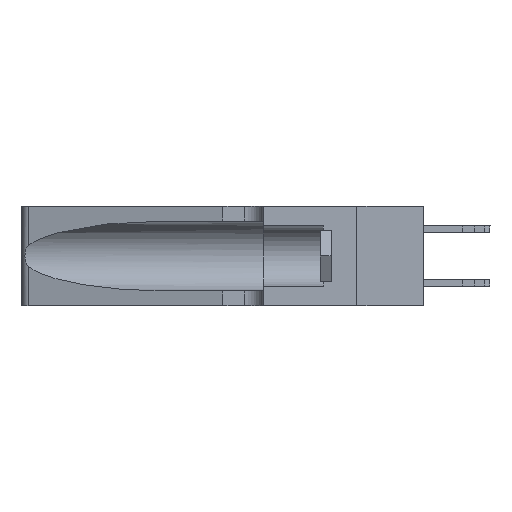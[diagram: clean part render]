
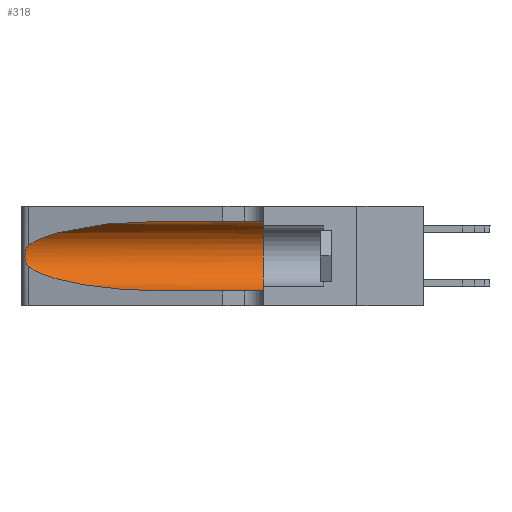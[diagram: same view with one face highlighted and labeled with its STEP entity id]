
A CAD part, left-side view. The second image highlights one B-rep face of the part: STEP entity #318.
In plain terms, the highlighted cylindrical face has radius 3.308 mm (diameter 6.617 mm), a partial arc.
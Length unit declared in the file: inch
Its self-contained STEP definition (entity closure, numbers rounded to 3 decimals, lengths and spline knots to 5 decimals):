
#179 = CARTESIAN_POINT ( 'NONE',  ( 0.18966, 0.96281, 0.31525 ) ) ;
#251 = CYLINDRICAL_SURFACE ( 'NONE', #34818, 0.13025 ) ;
#318 = ADVANCED_FACE ( 'NONE', ( #38279 ), #251, .F. ) ;
#622 = CARTESIAN_POINT ( 'NONE',  ( 0.25555, 1.22994, 0.2215 ) ) ;
#741 = CARTESIAN_POINT ( 'NONE',  ( 0.1305, 0.72297, 0.05475 ) ) ;
#975 = VERTEX_POINT ( 'NONE', #6551 ) ;
#2287 = CARTESIAN_POINT ( 'NONE',  ( 0.1305, 0.72297, 0.31525 ) ) ;
#2400 = AXIS2_PLACEMENT_3D ( 'NONE', #37641, #28713, #16532 ) ;
#2417 = CARTESIAN_POINT ( 'NONE',  ( 0.25487, 1.22718, 0.22369 ) ) ;
#2433 = VERTEX_POINT ( 'NONE', #2417 ) ;
#3268 = EDGE_CURVE ( 'NONE', #975, #16039, #37768, .T. ) ;
#3980 = VERTEX_POINT ( 'NONE', #2287 ) ;
#5534 = ORIENTED_EDGE ( 'NONE', *, *, #7888, .F. ) ;
#5544 = VERTEX_POINT ( 'NONE', #28247 ) ;
#5970 = ORIENTED_EDGE ( 'NONE', *, *, #10159, .T. ) ;
#5997 = CARTESIAN_POINT ( 'NONE',  ( 0.25854, 1.2359, 0.20912 ) ) ;
#6551 = CARTESIAN_POINT ( 'NONE',  ( 0.1305, 0.35, 0.31525 ) ) ;
#7350 = CARTESIAN_POINT ( 'NONE',  ( 0.26017, 1.23833, 0.17102 ) ) ;
#7888 = EDGE_CURVE ( 'NONE', #3980, #975, #37427, .T. ) ;
#8570 = LINE ( 'NONE', #12223, #9504 ) ;
#8819 = B_SPLINE_CURVE_WITH_KNOTS ( 'NONE', 3,
 ( #33703, #622, #11731, #35850, #5997, #31488, #32525, #16813, #7350, #15694, #16488, #17055, #37788, #25627 ),
 .UNSPECIFIED., .F., .F.,
 ( 4, 2, 2, 2, 2, 2, 4 ),
 ( 0., 0.00027, 0.00053, 0.00107, 0.0016, 0.00187, 0.00214 ),
 .UNSPECIFIED. ) ;
#8986 = CARTESIAN_POINT ( 'NONE',  ( 0.1305, 0.72297, 0.31525 ) ) ;
#9504 = VECTOR ( 'NONE', #11873, 39.37008 ) ;
#9555 = CARTESIAN_POINT ( 'NONE',  ( 0.25487, 1.22718, 0.14631 ) ) ;
#10159 = EDGE_CURVE ( 'NONE', #28153, #5544, #24969, .T. ) ;
#10589 = VECTOR ( 'NONE', #13608, 39.37008 ) ;
#10726 =( BOUNDED_CURVE ( )  B_SPLINE_CURVE ( 3, ( #8986, #179, #18034, #23993 ),
 .UNSPECIFIED., .F., .T. ) 
 B_SPLINE_CURVE_WITH_KNOTS ( ( 4, 4 ),
 ( 1.5708, 2.84003 ),
 .UNSPECIFIED. ) 
 CURVE ( )  GEOMETRIC_REPRESENTATION_ITEM ( )  RATIONAL_B_SPLINE_CURVE ( ( 1., 0.87, 0.87, 1. ) ) 
 REPRESENTATION_ITEM ( '' )  );
#11127 = EDGE_CURVE ( 'NONE', #2433, #28153, #8819, .T. ) ;
#11566 = ORIENTED_EDGE ( 'NONE', *, *, #11127, .T. ) ;
#11731 = CARTESIAN_POINT ( 'NONE',  ( 0.25639, 1.23184, 0.21858 ) ) ;
#11816 = DIRECTION ( 'NONE',  ( 0., -1., 0. ) ) ;
#11873 = DIRECTION ( 'NONE',  ( 0., -1., 0. ) ) ;
#12175 = CARTESIAN_POINT ( 'NONE',  ( 0.1305, 1.61858, 0.185 ) ) ;
#12223 = CARTESIAN_POINT ( 'NONE',  ( 0.1305, 1.61858, 0.05475 ) ) ;
#13608 = DIRECTION ( 'NONE',  ( 0., -1., 0. ) ) ;
#13744 = ORIENTED_EDGE ( 'NONE', *, *, #14462, .T. ) ;
#14462 = EDGE_CURVE ( 'NONE', #3980, #2433, #10726, .T. ) ;
#14762 = DIRECTION ( 'NONE',  ( 0., 0., -1. ) ) ;
#15694 = CARTESIAN_POINT ( 'NONE',  ( 0.25856, 1.23593, 0.16098 ) ) ;
#16039 = VERTEX_POINT ( 'NONE', #35784 ) ;
#16114 = ORIENTED_EDGE ( 'NONE', *, *, #30491, .T. ) ;
#16488 = CARTESIAN_POINT ( 'NONE',  ( 0.25789, 1.23486, 0.15765 ) ) ;
#16532 = DIRECTION ( 'NONE',  ( 0., 0., 1. ) ) ;
#16813 = CARTESIAN_POINT ( 'NONE',  ( 0.26075, 1.23896, 0.178 ) ) ;
#17055 = CARTESIAN_POINT ( 'NONE',  ( 0.25639, 1.23186, 0.15144 ) ) ;
#18034 = CARTESIAN_POINT ( 'NONE',  ( 0.2373, 1.15595, 0.28018 ) ) ;
#19281 = CARTESIAN_POINT ( 'NONE',  ( 0.1305, 1.61858, 0.31525 ) ) ;
#20874 = EDGE_LOOP ( 'NONE', ( #13744, #11566, #5970, #16114, #21635, #5534 ) ) ;
#21635 = ORIENTED_EDGE ( 'NONE', *, *, #3268, .F. ) ;
#23993 = CARTESIAN_POINT ( 'NONE',  ( 0.25487, 1.22718, 0.22369 ) ) ;
#24969 =( BOUNDED_CURVE ( )  B_SPLINE_CURVE ( 3, ( #9555, #33249, #36313, #741 ),
 .UNSPECIFIED., .F., .F. ) 
 B_SPLINE_CURVE_WITH_KNOTS ( ( 4, 4 ),
 ( 3.44316, 4.71239 ),
 .UNSPECIFIED. ) 
 CURVE ( )  GEOMETRIC_REPRESENTATION_ITEM ( )  RATIONAL_B_SPLINE_CURVE ( ( 1., 0.87, 0.87, 1. ) ) 
 REPRESENTATION_ITEM ( '' )  );
#25217 = CARTESIAN_POINT ( 'NONE',  ( 0.25487, 1.22718, 0.14631 ) ) ;
#25627 = CARTESIAN_POINT ( 'NONE',  ( 0.25487, 1.22718, 0.14631 ) ) ;
#28153 = VERTEX_POINT ( 'NONE', #25217 ) ;
#28247 = CARTESIAN_POINT ( 'NONE',  ( 0.1305, 0.72297, 0.05475 ) ) ;
#28713 = DIRECTION ( 'NONE',  ( 0., 1., 0. ) ) ;
#30491 = EDGE_CURVE ( 'NONE', #5544, #16039, #8570, .T. ) ;
#31488 = CARTESIAN_POINT ( 'NONE',  ( 0.26018, 1.23835, 0.19895 ) ) ;
#32525 = CARTESIAN_POINT ( 'NONE',  ( 0.26075, 1.23896, 0.19203 ) ) ;
#33249 = CARTESIAN_POINT ( 'NONE',  ( 0.2373, 1.15595, 0.08982 ) ) ;
#33703 = CARTESIAN_POINT ( 'NONE',  ( 0.25487, 1.22718, 0.22369 ) ) ;
#34818 = AXIS2_PLACEMENT_3D ( 'NONE', #12175, #11816, #14762 ) ;
#35784 = CARTESIAN_POINT ( 'NONE',  ( 0.1305, 0.35, 0.05475 ) ) ;
#35850 = CARTESIAN_POINT ( 'NONE',  ( 0.25787, 1.23484, 0.2124 ) ) ;
#36313 = CARTESIAN_POINT ( 'NONE',  ( 0.18966, 0.96281, 0.05475 ) ) ;
#37427 = LINE ( 'NONE', #19281, #10589 ) ;
#37641 = CARTESIAN_POINT ( 'NONE',  ( 0.1305, 0.35, 0.185 ) ) ;
#37768 = CIRCLE ( 'NONE', #2400, 0.13025 ) ;
#37788 = CARTESIAN_POINT ( 'NONE',  ( 0.25555, 1.22993, 0.14849 ) ) ;
#38279 = FACE_OUTER_BOUND ( 'NONE', #20874, .T. ) ;
